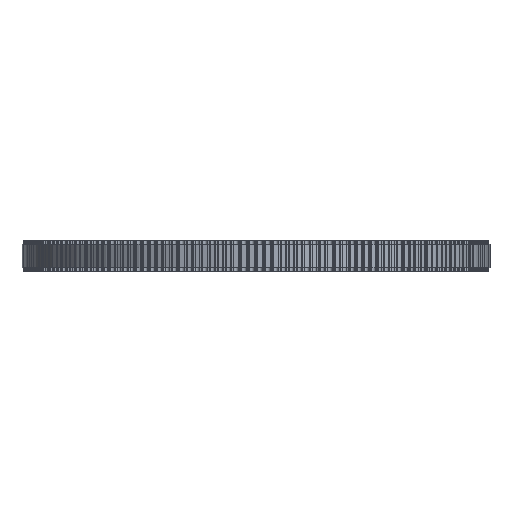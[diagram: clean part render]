
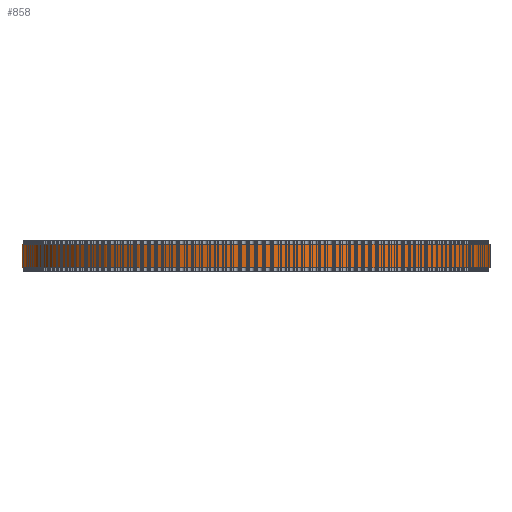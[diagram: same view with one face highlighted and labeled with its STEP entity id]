
A CAD part, front view. The second image highlights one B-rep face of the part: STEP entity #858.
In plain terms, the highlighted cylindrical face has radius 58.569 mm (diameter 117.138 mm), a full revolution.
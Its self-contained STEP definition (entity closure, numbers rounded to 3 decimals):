
#97=FACE_BOUND('',#3072,.T.);
#98=FACE_BOUND('',#3073,.T.);
#858=ADVANCED_FACE('',(#97,#98),#1595,.T.);
#1595=CYLINDRICAL_SURFACE('',#16335,58.569);
#3072=EDGE_LOOP('',(#8962));
#3073=EDGE_LOOP('',(#8963));
#8962=ORIENTED_EDGE('',*,*,#12646,.T.);
#8963=ORIENTED_EDGE('',*,*,#12647,.T.);
#10436=VERTEX_POINT('',#25920);
#10437=VERTEX_POINT('',#25922);
#12646=EDGE_CURVE('',#10436,#10436,#14120,.T.);
#12647=EDGE_CURVE('',#10437,#10437,#14121,.T.);
#14120=CIRCLE('',#16333,58.569);
#14121=CIRCLE('',#16334,58.569);
#16333=AXIS2_PLACEMENT_3D('',#25919,#21494,#21495);
#16334=AXIS2_PLACEMENT_3D('',#25921,#21496,#21497);
#16335=AXIS2_PLACEMENT_3D('',#25923,#21498,#21499);
#21494=DIRECTION('',(0.,0.,1.));
#21495=DIRECTION('',(1.,0.,0.));
#21496=DIRECTION('',(0.,0.,-1.));
#21497=DIRECTION('',(1.,0.,0.));
#21498=DIRECTION('',(0.,0.,1.));
#21499=DIRECTION('',(1.,0.,0.));
#25919=CARTESIAN_POINT('',(0.,0.,1.));
#25920=CARTESIAN_POINT('',(58.569,0.,1.));
#25921=CARTESIAN_POINT('',(0.,0.,7.));
#25922=CARTESIAN_POINT('',(58.569,0.,7.));
#25923=CARTESIAN_POINT('',(0.,0.,1.));
